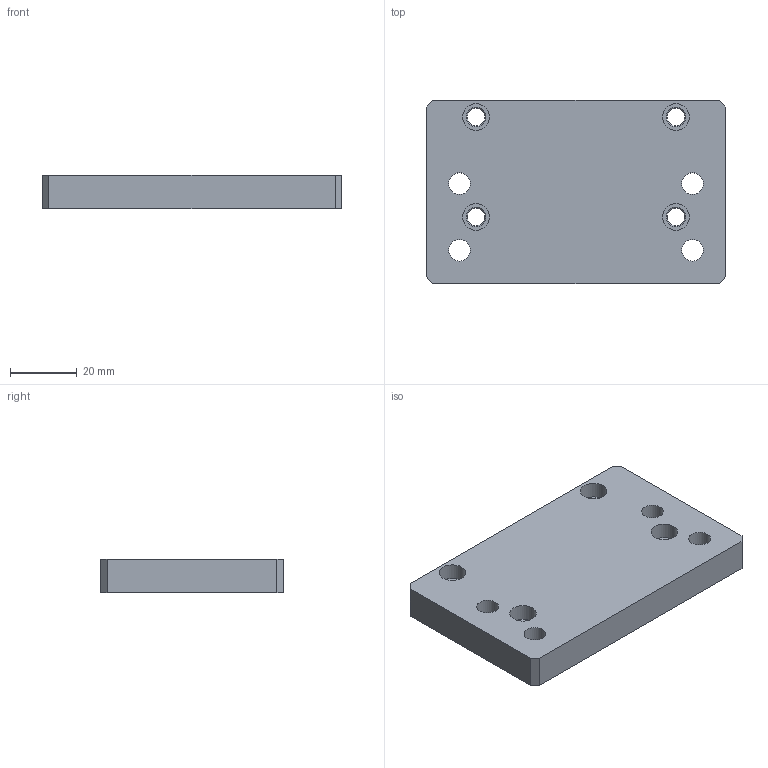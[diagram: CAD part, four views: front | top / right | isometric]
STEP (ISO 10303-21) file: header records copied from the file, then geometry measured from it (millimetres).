
FILE_DESCRIPTION(('FreeCAD Model'),'2;1');
FILE_NAME('Open CASCADE Shape Model','2026-02-08T19:10:20',(''),(''), 'Open CASCADE STEP processor 7.8','FreeCAD','Unknown');
FILE_SCHEMA(('AUTOMOTIVE_DESIGN { 1 0 10303 214 1 1 1 1 }'));
Length unit declared in the file: millimetre
Products named in the file (1): Body
Bounding box: 90 x 55 x 10 mm (x, y, z)
Volume: 45436.1 mm3; surface area: 14248 mm2
Topology: 1 solids, 1 shells, 58 faces, 140 edges, 92 vertices
Faces by surface type: plane 42, cylinder 12, cone 4
Full cylindrical faces by diameter (mm): 5.3 x4, 6.5 x4, 8 x4
Entity records: 1734 total; most frequent: CARTESIAN_POINT 291, DIRECTION 286, ORIENTED_EDGE 280, EDGE_CURVE 140, LINE 112, VECTOR 112, VERTEX_POINT 92, AXIS2_PLACEMENT_3D 87
